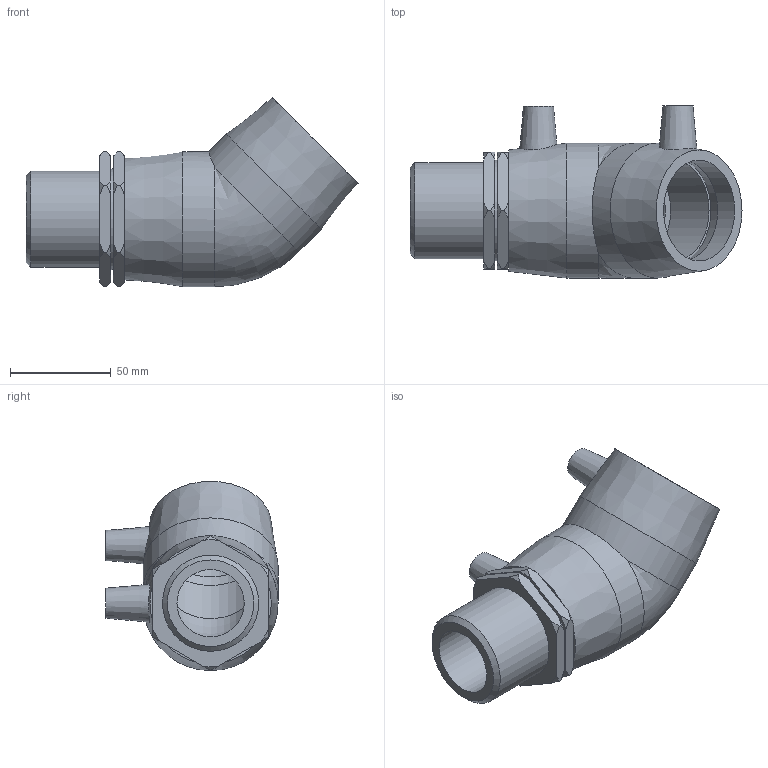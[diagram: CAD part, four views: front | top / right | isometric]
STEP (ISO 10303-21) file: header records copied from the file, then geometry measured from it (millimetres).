
FILE_DESCRIPTION(/* description */ ('PLASSON PE MALE TRANSITION 45° ELBOW 50-1.1/2"'),/* implementation_level */ '2;1');
FILE_NAME(/* name */ '497604050015.ipt.stp',/* time_stamp */ '2017-11-06T09:20:46+02:00',/* author */ ('KIM'),/* organization */ (''),/* preprocessor_version */ 'ST-DEVELOPER v15.6',/* originating_system */ 'Autodesk Inventor 2015',/* authorisation */ '');
FILE_SCHEMA (('CONFIG_CONTROL_DESIGN','AUTOMOTIVE_DESIGN { 1 0 10303 214 3 1 1 }'));
Length unit declared in the file: millimetre
Products named in the file (1): 497604050015
Bounding box: 165 x 85.5 x 94.04 mm (x, y, z)
Volume: 261960.2 mm3; surface area: 63786.4 mm2
Topology: 1 solids, 2 shells, 77 faces, 185 edges, 122 vertices
Faces by surface type: cone 31, plane 30, cylinder 14, bspline 1, torus 1
Full cylindrical faces by diameter (mm): 4 x2, 10 x2, 33.462 x1, 38 x1, 47.803 x1, 50 x5, 67 x2
Entity records: 2148 total; most frequent: CARTESIAN_POINT 590, DIRECTION 312, ORIENTED_EDGE 296, EDGE_CURVE 148, AXIS2_PLACEMENT_3D 138, EDGE_LOOP 117, VERTEX_POINT 111, FACE_OUTER_BOUND 77
